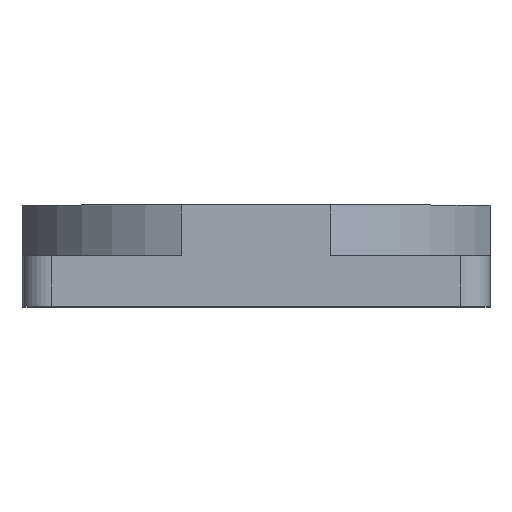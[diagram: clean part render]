
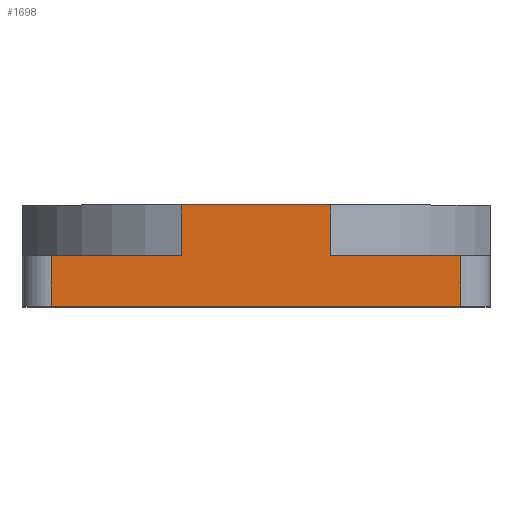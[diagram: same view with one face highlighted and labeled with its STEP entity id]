
A CAD part, top view. The second image highlights one B-rep face of the part: STEP entity #1698.
In plain terms, the highlighted planar face has unit normal (0, 0, 1).
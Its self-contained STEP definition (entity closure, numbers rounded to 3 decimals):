
#116=PLANE('',#1908);
#216=FACE_OUTER_BOUND('',#344,.T.);
#344=EDGE_LOOP('',(#1529,#1530,#1531,#1532,#1533,#1534,#1535,#1536));
#387=LINE('',#2563,#519);
#434=LINE('',#2744,#566);
#435=LINE('',#2750,#567);
#462=LINE('',#2902,#594);
#463=LINE('',#2905,#595);
#466=LINE('',#2911,#598);
#476=LINE('',#2940,#608);
#477=LINE('',#2942,#609);
#519=VECTOR('',#2055,10.);
#566=VECTOR('',#2240,10.);
#567=VECTOR('',#2245,10.);
#594=VECTOR('',#2362,10.);
#595=VECTOR('',#2365,10.);
#598=VECTOR('',#2372,10.);
#608=VECTOR('',#2412,10.);
#609=VECTOR('',#2415,10.);
#745=VERTEX_POINT('',#2560);
#746=VERTEX_POINT('',#2562);
#808=VERTEX_POINT('',#2737);
#811=VERTEX_POINT('',#2742);
#813=VERTEX_POINT('',#2747);
#814=VERTEX_POINT('',#2749);
#846=VERTEX_POINT('',#2900);
#847=VERTEX_POINT('',#2904);
#917=EDGE_CURVE('',#746,#745,#387,.T.);
#1003=EDGE_CURVE('',#811,#808,#434,.T.);
#1005=EDGE_CURVE('',#813,#814,#435,.T.);
#1065=EDGE_CURVE('',#813,#846,#462,.T.);
#1066=EDGE_CURVE('',#808,#847,#463,.T.);
#1070=EDGE_CURVE('',#847,#846,#466,.T.);
#1084=EDGE_CURVE('',#745,#814,#476,.T.);
#1085=EDGE_CURVE('',#746,#811,#477,.T.);
#1529=ORIENTED_EDGE('',*,*,#917,.T.);
#1530=ORIENTED_EDGE('',*,*,#1084,.T.);
#1531=ORIENTED_EDGE('',*,*,#1005,.F.);
#1532=ORIENTED_EDGE('',*,*,#1065,.T.);
#1533=ORIENTED_EDGE('',*,*,#1070,.F.);
#1534=ORIENTED_EDGE('',*,*,#1066,.F.);
#1535=ORIENTED_EDGE('',*,*,#1003,.F.);
#1536=ORIENTED_EDGE('',*,*,#1085,.F.);
#1698=ADVANCED_FACE('',(#216),#116,.T.);
#1908=AXIS2_PLACEMENT_3D('',#2941,#2413,#2414);
#2055=DIRECTION('',(1.,0.,0.));
#2240=DIRECTION('',(1.,0.,0.));
#2245=DIRECTION('',(1.,0.,0.));
#2362=DIRECTION('',(0.,1.,0.));
#2365=DIRECTION('',(0.,1.,0.));
#2372=DIRECTION('',(1.,0.,0.));
#2412=DIRECTION('',(0.,1.,0.));
#2413=DIRECTION('center_axis',(0.,0.,1.));
#2414=DIRECTION('ref_axis',(1.,0.,0.));
#2415=DIRECTION('',(0.,1.,0.));
#2560=CARTESIAN_POINT('',(-7.5,0.,0.));
#2562=CARTESIAN_POINT('',(-112.5,0.,0.));
#2563=CARTESIAN_POINT('',(-112.5,0.,0.));
#2737=CARTESIAN_POINT('',(-79.209,13.,0.));
#2742=CARTESIAN_POINT('',(-112.5,13.,0.));
#2744=CARTESIAN_POINT('',(-112.5,13.,0.));
#2747=CARTESIAN_POINT('',(-40.791,13.,0.));
#2749=CARTESIAN_POINT('',(-7.5,13.,0.));
#2750=CARTESIAN_POINT('',(-112.5,13.,0.));
#2900=CARTESIAN_POINT('',(-40.791,26.,0.));
#2902=CARTESIAN_POINT('',(-40.791,13.,0.));
#2904=CARTESIAN_POINT('',(-79.209,26.,0.));
#2905=CARTESIAN_POINT('',(-79.209,13.,0.));
#2911=CARTESIAN_POINT('',(-79.209,26.,0.));
#2940=CARTESIAN_POINT('',(-7.5,0.,0.));
#2941=CARTESIAN_POINT('Origin',(-112.5,0.,0.));
#2942=CARTESIAN_POINT('',(-112.5,0.,0.));
